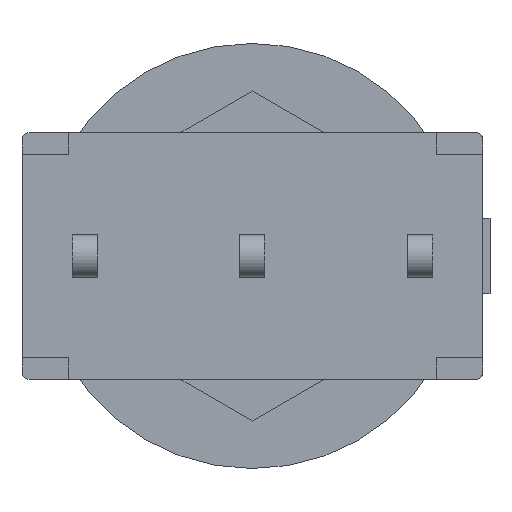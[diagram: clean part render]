
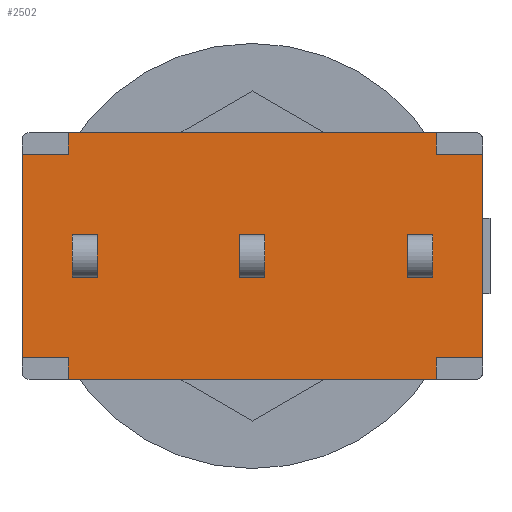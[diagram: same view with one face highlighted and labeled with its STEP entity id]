
A CAD part, front view. The second image highlights one B-rep face of the part: STEP entity #2502.
In plain terms, the highlighted planar face has unit normal (0, -1, 0).
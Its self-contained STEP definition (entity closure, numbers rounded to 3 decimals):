
#162=FACE_BOUND('',#831,.T.);
#163=FACE_BOUND('',#832,.T.);
#164=FACE_BOUND('',#833,.T.);
#193=LINE('',#3769,#435);
#194=LINE('',#3771,#436);
#195=LINE('',#3773,#437);
#196=LINE('',#3775,#438);
#197=LINE('',#3777,#439);
#198=LINE('',#3779,#440);
#199=LINE('',#3781,#441);
#200=LINE('',#3783,#442);
#201=LINE('',#3785,#443);
#202=LINE('',#3787,#444);
#203=LINE('',#3789,#445);
#204=LINE('',#3790,#446);
#205=LINE('',#3793,#447);
#206=LINE('',#3795,#448);
#207=LINE('',#3797,#449);
#208=LINE('',#3798,#450);
#209=LINE('',#3801,#451);
#210=LINE('',#3803,#452);
#211=LINE('',#3805,#453);
#212=LINE('',#3806,#454);
#213=LINE('',#3809,#455);
#214=LINE('',#3811,#456);
#215=LINE('',#3813,#457);
#216=LINE('',#3814,#458);
#435=VECTOR('',#2962,1.3);
#436=VECTOR('',#2963,5.7);
#437=VECTOR('',#2964,1.3);
#438=VECTOR('',#2965,0.6);
#439=VECTOR('',#2966,10.3);
#440=VECTOR('',#2967,0.6);
#441=VECTOR('',#2968,1.3);
#442=VECTOR('',#2969,5.7);
#443=VECTOR('',#2970,1.3);
#444=VECTOR('',#2971,0.6);
#445=VECTOR('',#2972,10.3);
#446=VECTOR('',#2973,0.6);
#447=VECTOR('',#2974,1.2);
#448=VECTOR('',#2975,0.7);
#449=VECTOR('',#2976,1.2);
#450=VECTOR('',#2977,0.7);
#451=VECTOR('',#2978,0.7);
#452=VECTOR('',#2979,1.2);
#453=VECTOR('',#2980,0.7);
#454=VECTOR('',#2981,1.2);
#455=VECTOR('',#2982,0.7);
#456=VECTOR('',#2983,1.2);
#457=VECTOR('',#2984,0.7);
#458=VECTOR('',#2985,1.2);
#682=FACE_OUTER_BOUND('',#830,.T.);
#830=EDGE_LOOP('',(#1716,#1717,#1718,#1719,#1720,#1721,#1722,#1723,#1724,
#1725,#1726,#1727));
#831=EDGE_LOOP('',(#1728,#1729,#1730,#1731));
#832=EDGE_LOOP('',(#1732,#1733,#1734,#1735));
#833=EDGE_LOOP('',(#1736,#1737,#1738,#1739));
#1108=VERTEX_POINT('',#3767);
#1109=VERTEX_POINT('',#3768);
#1110=VERTEX_POINT('',#3770);
#1111=VERTEX_POINT('',#3772);
#1112=VERTEX_POINT('',#3774);
#1113=VERTEX_POINT('',#3776);
#1114=VERTEX_POINT('',#3778);
#1115=VERTEX_POINT('',#3780);
#1116=VERTEX_POINT('',#3782);
#1117=VERTEX_POINT('',#3784);
#1118=VERTEX_POINT('',#3786);
#1119=VERTEX_POINT('',#3788);
#1120=VERTEX_POINT('',#3791);
#1121=VERTEX_POINT('',#3792);
#1122=VERTEX_POINT('',#3794);
#1123=VERTEX_POINT('',#3796);
#1124=VERTEX_POINT('',#3799);
#1125=VERTEX_POINT('',#3800);
#1126=VERTEX_POINT('',#3802);
#1127=VERTEX_POINT('',#3804);
#1128=VERTEX_POINT('',#3807);
#1129=VERTEX_POINT('',#3808);
#1130=VERTEX_POINT('',#3810);
#1131=VERTEX_POINT('',#3812);
#1345=EDGE_CURVE('',#1108,#1109,#193,.T.);
#1346=EDGE_CURVE('',#1110,#1108,#194,.T.);
#1347=EDGE_CURVE('',#1111,#1110,#195,.T.);
#1348=EDGE_CURVE('',#1112,#1111,#196,.T.);
#1349=EDGE_CURVE('',#1113,#1112,#197,.T.);
#1350=EDGE_CURVE('',#1114,#1113,#198,.T.);
#1351=EDGE_CURVE('',#1115,#1114,#199,.T.);
#1352=EDGE_CURVE('',#1115,#1116,#200,.T.);
#1353=EDGE_CURVE('',#1117,#1116,#201,.T.);
#1354=EDGE_CURVE('',#1118,#1117,#202,.T.);
#1355=EDGE_CURVE('',#1118,#1119,#203,.T.);
#1356=EDGE_CURVE('',#1109,#1119,#204,.T.);
#1357=EDGE_CURVE('',#1120,#1121,#205,.T.);
#1358=EDGE_CURVE('',#1122,#1120,#206,.T.);
#1359=EDGE_CURVE('',#1123,#1122,#207,.T.);
#1360=EDGE_CURVE('',#1121,#1123,#208,.T.);
#1361=EDGE_CURVE('',#1124,#1125,#209,.T.);
#1362=EDGE_CURVE('',#1126,#1124,#210,.T.);
#1363=EDGE_CURVE('',#1127,#1126,#211,.T.);
#1364=EDGE_CURVE('',#1125,#1127,#212,.T.);
#1365=EDGE_CURVE('',#1128,#1129,#213,.T.);
#1366=EDGE_CURVE('',#1130,#1128,#214,.T.);
#1367=EDGE_CURVE('',#1131,#1130,#215,.T.);
#1368=EDGE_CURVE('',#1129,#1131,#216,.T.);
#1716=ORIENTED_EDGE('',*,*,#1345,.F.);
#1717=ORIENTED_EDGE('',*,*,#1346,.F.);
#1718=ORIENTED_EDGE('',*,*,#1347,.F.);
#1719=ORIENTED_EDGE('',*,*,#1348,.F.);
#1720=ORIENTED_EDGE('',*,*,#1349,.F.);
#1721=ORIENTED_EDGE('',*,*,#1350,.F.);
#1722=ORIENTED_EDGE('',*,*,#1351,.F.);
#1723=ORIENTED_EDGE('',*,*,#1352,.T.);
#1724=ORIENTED_EDGE('',*,*,#1353,.F.);
#1725=ORIENTED_EDGE('',*,*,#1354,.F.);
#1726=ORIENTED_EDGE('',*,*,#1355,.T.);
#1727=ORIENTED_EDGE('',*,*,#1356,.F.);
#1728=ORIENTED_EDGE('',*,*,#1357,.F.);
#1729=ORIENTED_EDGE('',*,*,#1358,.F.);
#1730=ORIENTED_EDGE('',*,*,#1359,.F.);
#1731=ORIENTED_EDGE('',*,*,#1360,.F.);
#1732=ORIENTED_EDGE('',*,*,#1361,.F.);
#1733=ORIENTED_EDGE('',*,*,#1362,.F.);
#1734=ORIENTED_EDGE('',*,*,#1363,.F.);
#1735=ORIENTED_EDGE('',*,*,#1364,.F.);
#1736=ORIENTED_EDGE('',*,*,#1365,.F.);
#1737=ORIENTED_EDGE('',*,*,#1366,.F.);
#1738=ORIENTED_EDGE('',*,*,#1367,.F.);
#1739=ORIENTED_EDGE('',*,*,#1368,.F.);
#2413=PLANE('',#2679);
#2502=ADVANCED_FACE('',(#682,#162,#163,#164),#2413,.F.);
#2679=AXIS2_PLACEMENT_3D('',#3766,#2960,#2961);
#2960=DIRECTION('center_axis',(0.,1.,0.));
#2961=DIRECTION('ref_axis',(0.,0.,1.));
#2962=DIRECTION('',(-1.,0.,0.));
#2963=DIRECTION('',(0.,0.,-1.));
#2964=DIRECTION('',(1.,0.,0.));
#2965=DIRECTION('',(0.,0.,-1.));
#2966=DIRECTION('',(1.,0.,0.));
#2967=DIRECTION('',(0.,0.,1.));
#2968=DIRECTION('',(1.,0.,0.));
#2969=DIRECTION('',(0.,0.,-1.));
#2970=DIRECTION('',(-1.,0.,0.));
#2971=DIRECTION('',(0.,0.,1.));
#2972=DIRECTION('',(1.,0.,0.));
#2973=DIRECTION('',(0.,0.,-1.));
#2974=DIRECTION('',(0.,0.,1.));
#2975=DIRECTION('',(1.,0.,0.));
#2976=DIRECTION('',(0.,0.,-1.));
#2977=DIRECTION('',(-1.,0.,0.));
#2978=DIRECTION('',(-1.,0.,0.));
#2979=DIRECTION('',(0.,0.,1.));
#2980=DIRECTION('',(1.,0.,0.));
#2981=DIRECTION('',(0.,0.,-1.));
#2982=DIRECTION('',(-1.,0.,0.));
#2983=DIRECTION('',(0.,0.,1.));
#2984=DIRECTION('',(1.,0.,0.));
#2985=DIRECTION('',(0.,0.,-1.));
#3766=CARTESIAN_POINT('Origin',(-6.45,-4.7,3.45));
#3767=CARTESIAN_POINT('',(6.45,-4.7,-2.85));
#3768=CARTESIAN_POINT('',(5.15,-4.7,-2.85));
#3769=CARTESIAN_POINT('',(6.45,-4.7,-2.85));
#3770=CARTESIAN_POINT('',(6.45,-4.7,2.85));
#3771=CARTESIAN_POINT('',(6.45,-4.7,2.85));
#3772=CARTESIAN_POINT('',(5.15,-4.7,2.85));
#3773=CARTESIAN_POINT('',(5.15,-4.7,2.85));
#3774=CARTESIAN_POINT('',(5.15,-4.7,3.45));
#3775=CARTESIAN_POINT('',(5.15,-4.7,3.45));
#3776=CARTESIAN_POINT('',(-5.15,-4.7,3.45));
#3777=CARTESIAN_POINT('',(-5.15,-4.7,3.45));
#3778=CARTESIAN_POINT('',(-5.15,-4.7,2.85));
#3779=CARTESIAN_POINT('',(-5.15,-4.7,2.85));
#3780=CARTESIAN_POINT('',(-6.45,-4.7,2.85));
#3781=CARTESIAN_POINT('',(-6.45,-4.7,2.85));
#3782=CARTESIAN_POINT('',(-6.45,-4.7,-2.85));
#3783=CARTESIAN_POINT('',(-6.45,-4.7,2.85));
#3784=CARTESIAN_POINT('',(-5.15,-4.7,-2.85));
#3785=CARTESIAN_POINT('',(-5.15,-4.7,-2.85));
#3786=CARTESIAN_POINT('',(-5.15,-4.7,-3.45));
#3787=CARTESIAN_POINT('',(-5.15,-4.7,-3.45));
#3788=CARTESIAN_POINT('',(5.15,-4.7,-3.45));
#3789=CARTESIAN_POINT('',(-5.15,-4.7,-3.45));
#3790=CARTESIAN_POINT('',(5.15,-4.7,-2.85));
#3791=CARTESIAN_POINT('',(0.35,-4.7,-0.6));
#3792=CARTESIAN_POINT('',(0.35,-4.7,0.6));
#3793=CARTESIAN_POINT('',(0.35,-4.7,-0.6));
#3794=CARTESIAN_POINT('',(-0.35,-4.7,-0.6));
#3795=CARTESIAN_POINT('',(-0.35,-4.7,-0.6));
#3796=CARTESIAN_POINT('',(-0.35,-4.7,0.6));
#3797=CARTESIAN_POINT('',(-0.35,-4.7,0.6));
#3798=CARTESIAN_POINT('',(0.35,-4.7,0.6));
#3799=CARTESIAN_POINT('',(-4.35,-4.7,0.6));
#3800=CARTESIAN_POINT('',(-5.05,-4.7,0.6));
#3801=CARTESIAN_POINT('',(-4.35,-4.7,0.6));
#3802=CARTESIAN_POINT('',(-4.35,-4.7,-0.6));
#3803=CARTESIAN_POINT('',(-4.35,-4.7,-0.6));
#3804=CARTESIAN_POINT('',(-5.05,-4.7,-0.6));
#3805=CARTESIAN_POINT('',(-5.05,-4.7,-0.6));
#3806=CARTESIAN_POINT('',(-5.05,-4.7,0.6));
#3807=CARTESIAN_POINT('',(5.05,-4.7,0.6));
#3808=CARTESIAN_POINT('',(4.35,-4.7,0.6));
#3809=CARTESIAN_POINT('',(5.05,-4.7,0.6));
#3810=CARTESIAN_POINT('',(5.05,-4.7,-0.6));
#3811=CARTESIAN_POINT('',(5.05,-4.7,-0.6));
#3812=CARTESIAN_POINT('',(4.35,-4.7,-0.6));
#3813=CARTESIAN_POINT('',(4.35,-4.7,-0.6));
#3814=CARTESIAN_POINT('',(4.35,-4.7,0.6));
